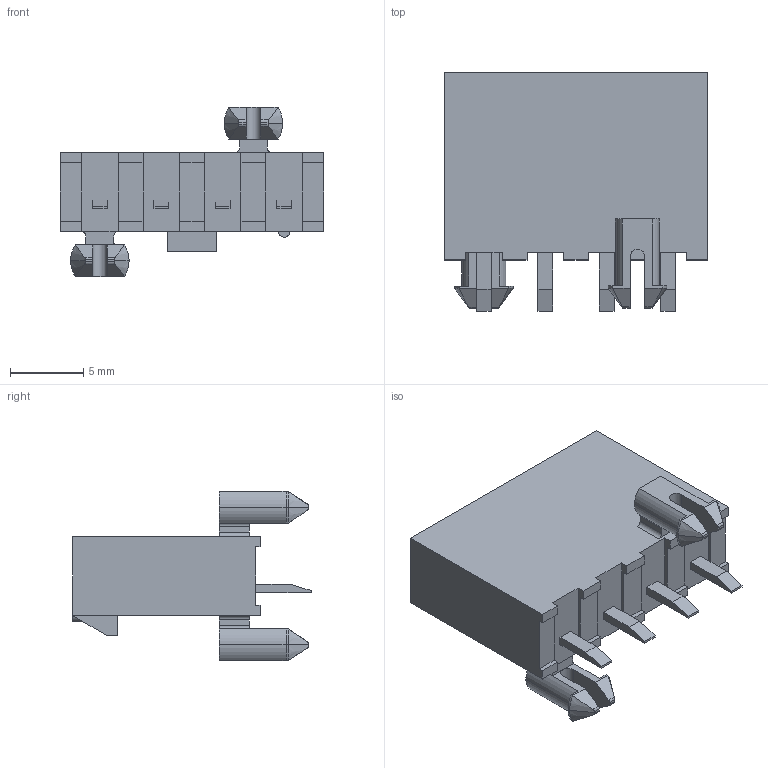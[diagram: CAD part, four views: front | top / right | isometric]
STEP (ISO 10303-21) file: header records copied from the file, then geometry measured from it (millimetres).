
FILE_DESCRIPTION(('STEP AP242'),'1');
FILE_NAME('39-30-1049.stp','2021-03-30T18:42:10',('TraceParts'),('TraceParts S.A.'),'Spatial InterOp 3D',' ',' ');
FILE_SCHEMA(('AP242_MANAGED_MODEL_BASED_3D_ENGINEERING_MIM_LF {1 0 10303 442 1 1 4}'));
Length unit declared in the file: millimetre
Products named in the file (1): 39-30-1049_1
Bounding box: 18 x 16.3 x 11.56 mm (x, y, z)
Volume: 827.7 mm3; surface area: 1645.1 mm2
Topology: 1 solids, 1 shells, 207 faces, 567 edges, 390 vertices
Faces by surface type: plane 164, cylinder 35, cone 8
Entity records: 6579 total; most frequent: CARTESIAN_POINT 1258, ORIENTED_EDGE 1106, DIRECTION 1053, EDGE_CURVE 553, LINE 467, VECTOR 467, VERTEX_POINT 362, AXIS2_PLACEMENT_3D 293
